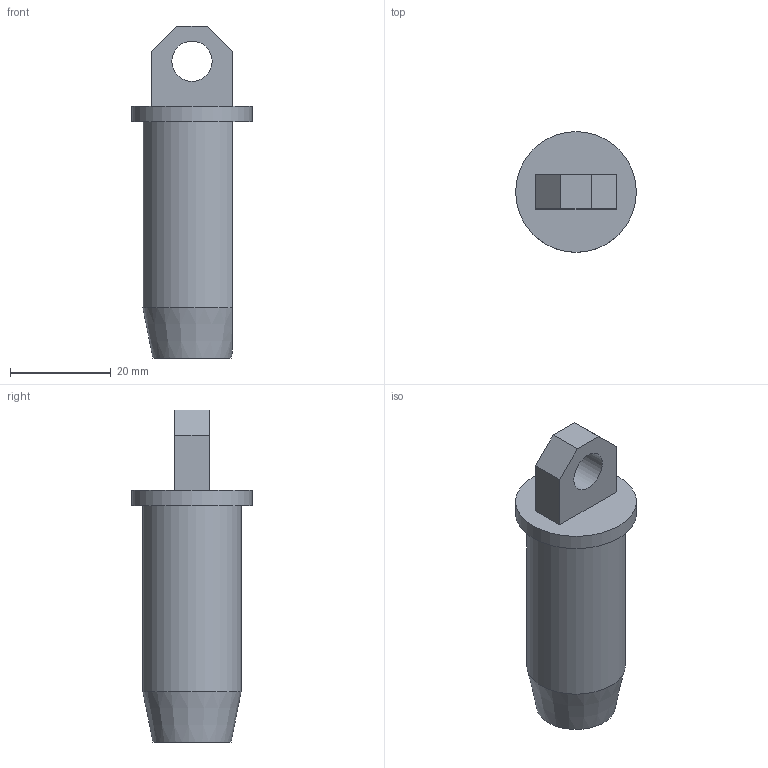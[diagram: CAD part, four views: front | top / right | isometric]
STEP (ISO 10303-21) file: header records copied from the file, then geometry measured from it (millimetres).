
FILE_DESCRIPTION(/* description */ (''),/* implementation_level */ '2;1');
FILE_NAME(/* name */ 'PIED embout ALU Q2 v4.step',/* time_stamp */ '2020-10-01T23:33:20+02:00',/* author */ (''),/* organization */ (''),/* preprocessor_version */ 'ST-DEVELOPER v18.1',/* originating_system */ 'Autodesk Translation Framework v9.3.0.1241',/* authorisation */ '');
FILE_SCHEMA (('AUTOMOTIVE_DESIGN { 1 0 10303 214 3 1 1 }'));
Length unit declared in the file: millimetre
Products named in the file (1): PIED embout ALU Q2
Bounding box: 24 x 24 x 66 mm (x, y, z)
Volume: 15631.5 mm3; surface area: 4554.7 mm2
Topology: 1 solids, 1 shells, 15 faces, 32 edges, 21 vertices
Faces by surface type: plane 11, cylinder 3, cone 1
Full cylindrical faces by diameter (mm): 8 x1, 24 x1
Entity records: 441 total; most frequent: CARTESIAN_POINT 71, DIRECTION 70, ORIENTED_EDGE 64, EDGE_CURVE 32, LINE 24, VECTOR 24, AXIS2_PLACEMENT_3D 23, VERTEX_POINT 21
